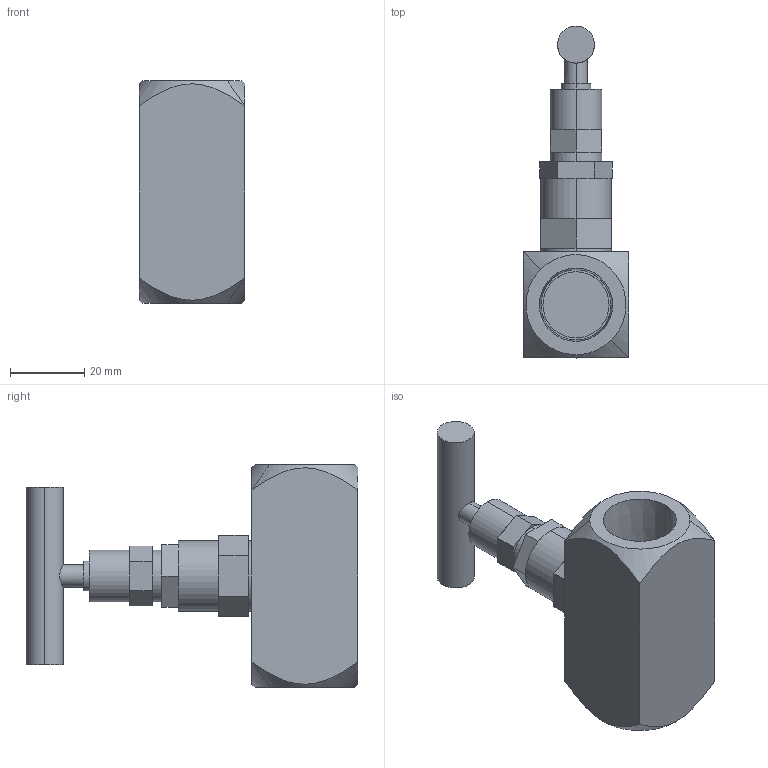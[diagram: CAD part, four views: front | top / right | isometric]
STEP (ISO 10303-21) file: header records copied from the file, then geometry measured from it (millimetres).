
FILE_DESCRIPTION (( 'STEP AP203' ), '1' );
FILE_NAME ('76250399.step', '2025-11-04T21:27:16', ( '' ), ( '' ), 'SwSTEP 2.0', 'SolidWorks 2024', '' );
FILE_SCHEMA (( 'CONFIG_CONTROL_DESIGN' ));
Length unit declared in the file: millimetre
Products named in the file (1): 76250399
Bounding box: 28.57 x 89.53 x 60 mm (x, y, z)
Volume: 50907.1 mm3; surface area: 15178.1 mm2
Topology: 2 solids, 2 shells, 87 faces, 198 edges, 124 vertices
Faces by surface type: plane 59, cylinder 20, cone 4, bspline 4
Entity records: 3143 total; most frequent: CARTESIAN_POINT 1092, DIRECTION 418, ORIENTED_EDGE 396, EDGE_CURVE 198, AXIS2_PLACEMENT_3D 154, VERTEX_POINT 124, LINE 110, VECTOR 110
